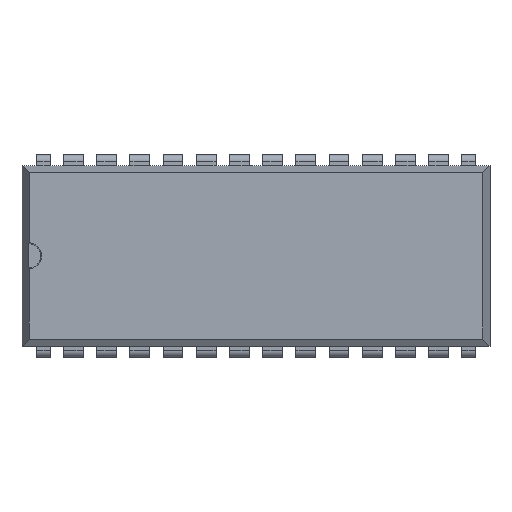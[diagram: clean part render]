
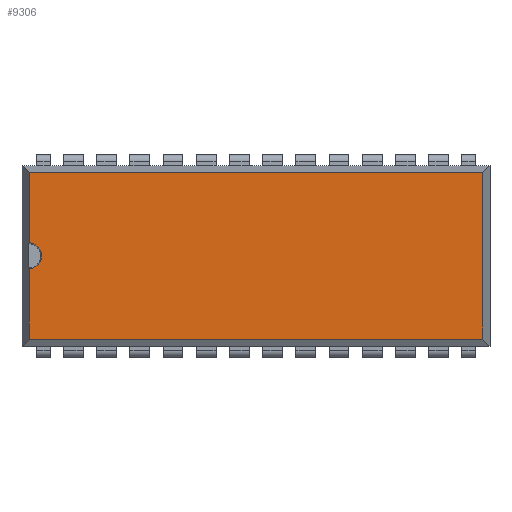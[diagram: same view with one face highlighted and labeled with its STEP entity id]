
A CAD part, top view. The second image highlights one B-rep face of the part: STEP entity #9306.
In plain terms, the highlighted planar face has unit normal (0, 0, 1).
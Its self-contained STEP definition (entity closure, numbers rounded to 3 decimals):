
#273 = CARTESIAN_POINT ( 'NONE',  ( 39.615, 13.98, 5. ) ) ;
#352 = VERTEX_POINT ( 'NONE', #13769 ) ;
#528 = CARTESIAN_POINT ( 'NONE',  ( -0.84, -4.495, 5. ) ) ;
#726 = DIRECTION ( 'NONE',  ( 1., 0., 0. ) ) ;
#803 = LINE ( 'NONE', #528, #2039 ) ;
#975 = ORIENTED_EDGE ( 'NONE', *, *, #1435, .T. ) ;
#1435 = EDGE_CURVE ( 'NONE', #6364, #352, #13805, .T. ) ;
#1475 = ORIENTED_EDGE ( 'NONE', *, *, #5758, .T. ) ;
#2039 = VECTOR ( 'NONE', #13500, 1000. ) ;
#2218 = EDGE_CURVE ( 'NONE', #8362, #8687, #5085, .T. ) ;
#2311 = DIRECTION ( 'NONE',  ( 1., 0., 0. ) ) ;
#2922 = CARTESIAN_POINT ( 'NONE',  ( 33.86, -4.495, 5. ) ) ;
#3126 = ORIENTED_EDGE ( 'NONE', *, *, #5683, .F. ) ;
#3480 = VERTEX_POINT ( 'NONE', #7783 ) ;
#3536 = EDGE_CURVE ( 'NONE', #4583, #3480, #803, .T. ) ;
#3632 = CARTESIAN_POINT ( 'NONE',  ( 1.27, 0.71, 5. ) ) ;
#3832 = ORIENTED_EDGE ( 'NONE', *, *, #13804, .T. ) ;
#3838 = FACE_OUTER_BOUND ( 'NONE', #6449, .T. ) ;
#3878 = LINE ( 'NONE', #8135, #8520 ) ;
#4583 = VERTEX_POINT ( 'NONE', #8979 ) ;
#4678 = PLANE ( 'NONE',  #11729 ) ;
#5007 = DIRECTION ( 'NONE',  ( 0., 0., -1. ) ) ;
#5085 = LINE ( 'NONE', #2922, #12244 ) ;
#5311 = ORIENTED_EDGE ( 'NONE', *, *, #3536, .F. ) ;
#5447 = LINE ( 'NONE', #273, #12518 ) ;
#5683 = EDGE_CURVE ( 'NONE', #12880, #8687, #5447, .T. ) ;
#5758 = EDGE_CURVE ( 'NONE', #4583, #8362, #3878, .T. ) ;
#5925 = ORIENTED_EDGE ( 'NONE', *, *, #9215, .F. ) ;
#6103 = DIRECTION ( 'NONE',  ( 0., 0., -1. ) ) ;
#6169 = VECTOR ( 'NONE', #8731, 1000. ) ;
#6364 = VERTEX_POINT ( 'NONE', #12372 ) ;
#6449 = EDGE_LOOP ( 'NONE', ( #3126, #5925, #975, #3832, #5311, #1475, #8302 ) ) ;
#6703 = CARTESIAN_POINT ( 'NONE',  ( -0.84, -4.495, 5. ) ) ;
#7783 = CARTESIAN_POINT ( 'NONE',  ( -0.84, 6.621, 5. ) ) ;
#7887 = DIRECTION ( 'NONE',  ( 1., 0., 0. ) ) ;
#8129 = CARTESIAN_POINT ( 'NONE',  ( 33.86, 1.26, 5. ) ) ;
#8135 = CARTESIAN_POINT ( 'NONE',  ( 39.615, 1.26, 5. ) ) ;
#8302 = ORIENTED_EDGE ( 'NONE', *, *, #2218, .T. ) ;
#8362 = VERTEX_POINT ( 'NONE', #8129 ) ;
#8520 = VECTOR ( 'NONE', #9251, 1000. ) ;
#8687 = VERTEX_POINT ( 'NONE', #12506 ) ;
#8731 = DIRECTION ( 'NONE',  ( 0., 1., 0. ) ) ;
#8979 = CARTESIAN_POINT ( 'NONE',  ( -0.84, 1.26, 5. ) ) ;
#9215 = EDGE_CURVE ( 'NONE', #6364, #12880, #10947, .T. ) ;
#9251 = DIRECTION ( 'NONE',  ( 1., 0., 0. ) ) ;
#9306 = ADVANCED_FACE ( 'NONE', ( #3838 ), #4678, .T. ) ;
#9347 = AXIS2_PLACEMENT_3D ( 'NONE', #11393, #6103, #726 ) ;
#9373 = CARTESIAN_POINT ( 'NONE',  ( -0.84, 13.98, 5. ) ) ;
#10159 = DIRECTION ( 'NONE',  ( 1., 0., 0. ) ) ;
#10370 = CARTESIAN_POINT ( 'NONE',  ( -0.89, 7.62, 5. ) ) ;
#10947 = LINE ( 'NONE', #6703, #6169 ) ;
#11393 = CARTESIAN_POINT ( 'NONE',  ( -0.89, 7.62, 5. ) ) ;
#11729 = AXIS2_PLACEMENT_3D ( 'NONE', #3632, #12201, #7887 ) ;
#12201 = DIRECTION ( 'NONE',  ( 0., 0., 1. ) ) ;
#12244 = VECTOR ( 'NONE', #12267, 1000. ) ;
#12267 = DIRECTION ( 'NONE',  ( 0., 1., 0. ) ) ;
#12372 = CARTESIAN_POINT ( 'NONE',  ( -0.84, 8.619, 5. ) ) ;
#12477 = AXIS2_PLACEMENT_3D ( 'NONE', #10370, #5007, #10159 ) ;
#12506 = CARTESIAN_POINT ( 'NONE',  ( 33.86, 13.98, 5. ) ) ;
#12518 = VECTOR ( 'NONE', #2311, 1000. ) ;
#12880 = VERTEX_POINT ( 'NONE', #9373 ) ;
#12929 = CIRCLE ( 'NONE', #12477, 1. ) ;
#13500 = DIRECTION ( 'NONE',  ( 0., 1., 0. ) ) ;
#13769 = CARTESIAN_POINT ( 'NONE',  ( 0.11, 7.62, 5. ) ) ;
#13804 = EDGE_CURVE ( 'NONE', #352, #3480, #12929, .T. ) ;
#13805 = CIRCLE ( 'NONE', #9347, 1. ) ;
